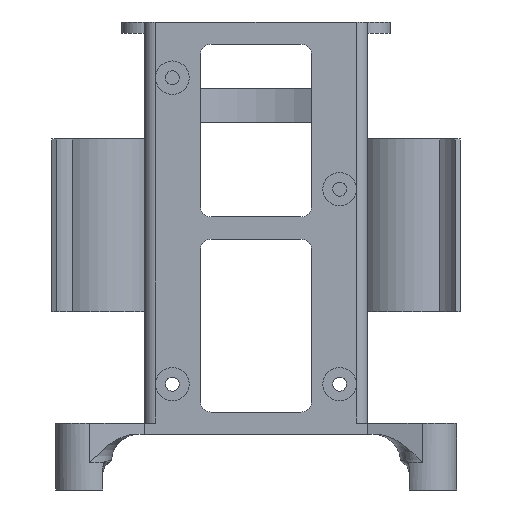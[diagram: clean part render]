
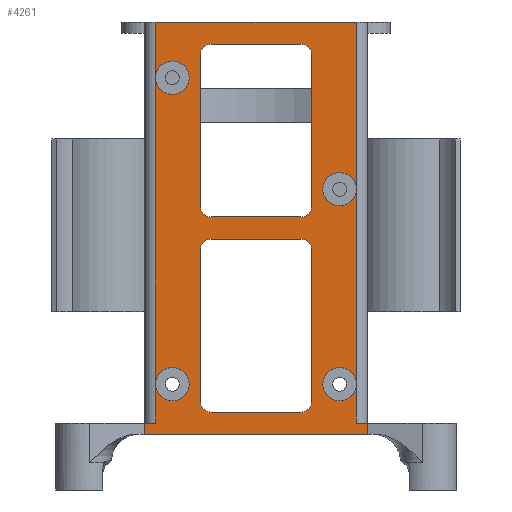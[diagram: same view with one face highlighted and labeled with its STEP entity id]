
A CAD part, left-side view. The second image highlights one B-rep face of the part: STEP entity #4261.
In plain terms, the highlighted planar face has unit normal (-1, 0, 0).
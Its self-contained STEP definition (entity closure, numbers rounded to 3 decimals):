
#72=FACE_BOUND('',#523,.T.);
#73=FACE_BOUND('',#524,.T.);
#128=PLANE('',#4595);
#273=FACE_OUTER_BOUND('',#522,.T.);
#522=EDGE_LOOP('',(#3262,#3263,#3264,#3265,#3266,#3267,#3268,#3269,#3270,
#3271,#3272,#3273,#3274,#3275,#3276,#3277,#3278,#3279));
#523=EDGE_LOOP('',(#3280,#3281,#3282,#3283,#3284,#3285,#3286,#3287));
#524=EDGE_LOOP('',(#3288,#3289,#3290,#3291,#3292,#3293,#3294,#3295));
#805=LINE('',#6914,#1131);
#872=LINE('',#7136,#1198);
#893=LINE('',#8045,#1219);
#916=LINE('',#9081,#1242);
#917=LINE('',#9086,#1243);
#918=LINE('',#9089,#1244);
#919=LINE('',#9091,#1245);
#920=LINE('',#9093,#1246);
#921=LINE('',#9098,#1247);
#922=LINE('',#9102,#1248);
#923=LINE('',#9103,#1249);
#924=LINE('',#9104,#1250);
#925=LINE('',#9107,#1251);
#926=LINE('',#9111,#1252);
#927=LINE('',#9115,#1253);
#928=LINE('',#9119,#1254);
#929=LINE('',#9123,#1255);
#930=LINE('',#9127,#1256);
#931=LINE('',#9131,#1257);
#932=LINE('',#9135,#1258);
#1131=VECTOR('',#4928,2.);
#1198=VECTOR('',#5125,40.);
#1219=VECTOR('',#5206,2.);
#1242=VECTOR('',#5337,2.);
#1243=VECTOR('',#5342,35.);
#1244=VECTOR('',#5345,30.);
#1245=VECTOR('',#5346,36.);
#1246=VECTOR('',#5347,10.);
#1247=VECTOR('',#5352,55.);
#1248=VECTOR('',#5357,7.);
#1249=VECTOR('',#5358,2.);
#1250=VECTOR('',#5359,7.);
#1251=VECTOR('',#5360,27.);
#1252=VECTOR('',#5363,16.);
#1253=VECTOR('',#5366,27.);
#1254=VECTOR('',#5369,16.);
#1255=VECTOR('',#5372,27.);
#1256=VECTOR('',#5375,16.);
#1257=VECTOR('',#5378,27.);
#1258=VECTOR('',#5381,16.);
#1553=CIRCLE('',#4596,3.);
#1554=CIRCLE('',#4597,3.);
#1555=CIRCLE('',#4598,3.);
#1556=CIRCLE('',#4599,3.);
#1557=CIRCLE('',#4600,3.);
#1558=CIRCLE('',#4601,3.);
#1559=CIRCLE('',#4602,2.);
#1560=CIRCLE('',#4603,2.);
#1561=CIRCLE('',#4604,2.);
#1562=CIRCLE('',#4605,2.);
#1563=CIRCLE('',#4606,2.);
#1564=CIRCLE('',#4607,2.);
#1565=CIRCLE('',#4608,2.);
#1566=CIRCLE('',#4609,2.);
#1719=VERTEX_POINT('',#6911);
#1720=VERTEX_POINT('',#6913);
#1809=VERTEX_POINT('',#7133);
#1810=VERTEX_POINT('',#7135);
#1859=VERTEX_POINT('',#8042);
#1860=VERTEX_POINT('',#8044);
#1905=VERTEX_POINT('',#9083);
#1906=VERTEX_POINT('',#9085);
#1907=VERTEX_POINT('',#9088);
#1908=VERTEX_POINT('',#9090);
#1909=VERTEX_POINT('',#9092);
#1910=VERTEX_POINT('',#9094);
#1911=VERTEX_POINT('',#9097);
#1912=VERTEX_POINT('',#9099);
#1913=VERTEX_POINT('',#9105);
#1914=VERTEX_POINT('',#9106);
#1915=VERTEX_POINT('',#9108);
#1916=VERTEX_POINT('',#9110);
#1917=VERTEX_POINT('',#9112);
#1918=VERTEX_POINT('',#9114);
#1919=VERTEX_POINT('',#9116);
#1920=VERTEX_POINT('',#9118);
#1921=VERTEX_POINT('',#9121);
#1922=VERTEX_POINT('',#9122);
#1923=VERTEX_POINT('',#9124);
#1924=VERTEX_POINT('',#9126);
#1925=VERTEX_POINT('',#9128);
#1926=VERTEX_POINT('',#9130);
#1927=VERTEX_POINT('',#9132);
#1928=VERTEX_POINT('',#9134);
#2161=EDGE_CURVE('',#1719,#1720,#805,.T.);
#2273=EDGE_CURVE('',#1809,#1810,#872,.T.);
#2335=EDGE_CURVE('',#1859,#1860,#893,.T.);
#2412=EDGE_CURVE('',#1860,#1809,#916,.T.);
#2413=EDGE_CURVE('',#1905,#1905,#1553,.T.);
#2414=EDGE_CURVE('',#1906,#1905,#917,.T.);
#2415=EDGE_CURVE('',#1906,#1906,#1554,.T.);
#2416=EDGE_CURVE('',#1907,#1906,#918,.T.);
#2417=EDGE_CURVE('',#1907,#1908,#919,.T.);
#2418=EDGE_CURVE('',#1909,#1908,#920,.T.);
#2419=EDGE_CURVE('',#1909,#1910,#1555,.T.);
#2420=EDGE_CURVE('',#1910,#1909,#1556,.T.);
#2421=EDGE_CURVE('',#1911,#1909,#921,.T.);
#2422=EDGE_CURVE('',#1911,#1912,#1557,.T.);
#2423=EDGE_CURVE('',#1912,#1911,#1558,.T.);
#2424=EDGE_CURVE('',#1720,#1911,#922,.T.);
#2425=EDGE_CURVE('',#1810,#1719,#923,.T.);
#2426=EDGE_CURVE('',#1905,#1859,#924,.T.);
#2427=EDGE_CURVE('',#1913,#1914,#925,.T.);
#2428=EDGE_CURVE('',#1913,#1915,#1559,.T.);
#2429=EDGE_CURVE('',#1916,#1915,#926,.T.);
#2430=EDGE_CURVE('',#1916,#1917,#1560,.T.);
#2431=EDGE_CURVE('',#1918,#1917,#927,.T.);
#2432=EDGE_CURVE('',#1918,#1919,#1561,.T.);
#2433=EDGE_CURVE('',#1920,#1919,#928,.T.);
#2434=EDGE_CURVE('',#1920,#1914,#1562,.T.);
#2435=EDGE_CURVE('',#1921,#1922,#929,.T.);
#2436=EDGE_CURVE('',#1921,#1923,#1563,.T.);
#2437=EDGE_CURVE('',#1924,#1923,#930,.T.);
#2438=EDGE_CURVE('',#1924,#1925,#1564,.T.);
#2439=EDGE_CURVE('',#1926,#1925,#931,.T.);
#2440=EDGE_CURVE('',#1926,#1927,#1565,.T.);
#2441=EDGE_CURVE('',#1928,#1927,#932,.T.);
#2442=EDGE_CURVE('',#1928,#1922,#1566,.T.);
#3262=ORIENTED_EDGE('',*,*,#2413,.T.);
#3263=ORIENTED_EDGE('',*,*,#2414,.F.);
#3264=ORIENTED_EDGE('',*,*,#2415,.T.);
#3265=ORIENTED_EDGE('',*,*,#2416,.F.);
#3266=ORIENTED_EDGE('',*,*,#2417,.T.);
#3267=ORIENTED_EDGE('',*,*,#2418,.F.);
#3268=ORIENTED_EDGE('',*,*,#2419,.T.);
#3269=ORIENTED_EDGE('',*,*,#2420,.T.);
#3270=ORIENTED_EDGE('',*,*,#2421,.F.);
#3271=ORIENTED_EDGE('',*,*,#2422,.T.);
#3272=ORIENTED_EDGE('',*,*,#2423,.T.);
#3273=ORIENTED_EDGE('',*,*,#2424,.F.);
#3274=ORIENTED_EDGE('',*,*,#2161,.F.);
#3275=ORIENTED_EDGE('',*,*,#2425,.F.);
#3276=ORIENTED_EDGE('',*,*,#2273,.F.);
#3277=ORIENTED_EDGE('',*,*,#2412,.F.);
#3278=ORIENTED_EDGE('',*,*,#2335,.F.);
#3279=ORIENTED_EDGE('',*,*,#2426,.F.);
#3280=ORIENTED_EDGE('',*,*,#2427,.F.);
#3281=ORIENTED_EDGE('',*,*,#2428,.T.);
#3282=ORIENTED_EDGE('',*,*,#2429,.F.);
#3283=ORIENTED_EDGE('',*,*,#2430,.T.);
#3284=ORIENTED_EDGE('',*,*,#2431,.F.);
#3285=ORIENTED_EDGE('',*,*,#2432,.T.);
#3286=ORIENTED_EDGE('',*,*,#2433,.F.);
#3287=ORIENTED_EDGE('',*,*,#2434,.T.);
#3288=ORIENTED_EDGE('',*,*,#2435,.F.);
#3289=ORIENTED_EDGE('',*,*,#2436,.T.);
#3290=ORIENTED_EDGE('',*,*,#2437,.F.);
#3291=ORIENTED_EDGE('',*,*,#2438,.T.);
#3292=ORIENTED_EDGE('',*,*,#2439,.F.);
#3293=ORIENTED_EDGE('',*,*,#2440,.T.);
#3294=ORIENTED_EDGE('',*,*,#2441,.F.);
#3295=ORIENTED_EDGE('',*,*,#2442,.T.);
#4261=ADVANCED_FACE('',(#273,#72,#73),#128,.T.);
#4595=AXIS2_PLACEMENT_3D('',#9082,#5338,#5339);
#4596=AXIS2_PLACEMENT_3D('',#9084,#5340,#5341);
#4597=AXIS2_PLACEMENT_3D('',#9087,#5343,#5344);
#4598=AXIS2_PLACEMENT_3D('',#9095,#5348,#5349);
#4599=AXIS2_PLACEMENT_3D('',#9096,#5350,#5351);
#4600=AXIS2_PLACEMENT_3D('',#9100,#5353,#5354);
#4601=AXIS2_PLACEMENT_3D('',#9101,#5355,#5356);
#4602=AXIS2_PLACEMENT_3D('',#9109,#5361,#5362);
#4603=AXIS2_PLACEMENT_3D('',#9113,#5364,#5365);
#4604=AXIS2_PLACEMENT_3D('',#9117,#5367,#5368);
#4605=AXIS2_PLACEMENT_3D('',#9120,#5370,#5371);
#4606=AXIS2_PLACEMENT_3D('',#9125,#5373,#5374);
#4607=AXIS2_PLACEMENT_3D('',#9129,#5376,#5377);
#4608=AXIS2_PLACEMENT_3D('',#9133,#5379,#5380);
#4609=AXIS2_PLACEMENT_3D('',#9136,#5382,#5383);
#4928=DIRECTION('',(0.,-1.,0.));
#5125=DIRECTION('',(0.,1.,0.));
#5206=DIRECTION('',(0.,-1.,0.));
#5337=DIRECTION('',(0.,0.,-1.));
#5338=DIRECTION('center_axis',(-1.,0.,0.));
#5339=DIRECTION('ref_axis',(0.,-1.,0.));
#5340=DIRECTION('center_axis',(1.,0.,0.));
#5341=DIRECTION('ref_axis',(0.,-1.,0.));
#5342=DIRECTION('',(0.,0.,-1.));
#5343=DIRECTION('center_axis',(1.,0.,0.));
#5344=DIRECTION('ref_axis',(0.,1.,0.));
#5345=DIRECTION('',(0.,0.,-1.));
#5346=DIRECTION('',(0.,1.,0.));
#5347=DIRECTION('',(0.,0.,1.));
#5348=DIRECTION('center_axis',(1.,0.,0.));
#5349=DIRECTION('ref_axis',(0.,-1.,0.));
#5350=DIRECTION('center_axis',(1.,0.,0.));
#5351=DIRECTION('ref_axis',(0.,-1.,0.));
#5352=DIRECTION('',(0.,0.,1.));
#5353=DIRECTION('center_axis',(1.,0.,0.));
#5354=DIRECTION('ref_axis',(0.,-1.,0.));
#5355=DIRECTION('center_axis',(1.,0.,0.));
#5356=DIRECTION('ref_axis',(0.,-1.,0.));
#5357=DIRECTION('',(0.,0.,1.));
#5358=DIRECTION('',(0.,0.,1.));
#5359=DIRECTION('',(0.,0.,-1.));
#5360=DIRECTION('',(0.,0.,1.));
#5361=DIRECTION('center_axis',(1.,0.,0.));
#5362=DIRECTION('ref_axis',(0.,-1.,0.));
#5363=DIRECTION('',(0.,-1.,0.));
#5364=DIRECTION('center_axis',(1.,0.,0.));
#5365=DIRECTION('ref_axis',(0.,0.,-1.));
#5366=DIRECTION('',(0.,0.,-1.));
#5367=DIRECTION('center_axis',(1.,0.,0.));
#5368=DIRECTION('ref_axis',(0.,1.,0.));
#5369=DIRECTION('',(0.,1.,0.));
#5370=DIRECTION('center_axis',(1.,0.,0.));
#5371=DIRECTION('ref_axis',(0.,0.,1.));
#5372=DIRECTION('',(0.,0.,-1.));
#5373=DIRECTION('center_axis',(1.,0.,0.));
#5374=DIRECTION('ref_axis',(0.,1.,0.));
#5375=DIRECTION('',(0.,1.,0.));
#5376=DIRECTION('center_axis',(1.,0.,0.));
#5377=DIRECTION('ref_axis',(0.,0.,1.));
#5378=DIRECTION('',(0.,0.,1.));
#5379=DIRECTION('center_axis',(1.,0.,0.));
#5380=DIRECTION('ref_axis',(0.,-1.,0.));
#5381=DIRECTION('',(0.,-1.,0.));
#5382=DIRECTION('center_axis',(1.,0.,0.));
#5383=DIRECTION('ref_axis',(0.,0.,-1.));
#6911=CARTESIAN_POINT('',(-20.,20.,2.));
#6913=CARTESIAN_POINT('',(-20.,18.,2.));
#6914=CARTESIAN_POINT('',(-20.,20.,2.));
#7133=CARTESIAN_POINT('',(-20.,-20.,0.));
#7135=CARTESIAN_POINT('',(-20.,20.,0.));
#7136=CARTESIAN_POINT('',(-20.,-20.,0.));
#8042=CARTESIAN_POINT('',(-20.,-18.,2.));
#8044=CARTESIAN_POINT('',(-20.,-20.,2.));
#8045=CARTESIAN_POINT('',(-20.,-18.,2.));
#9081=CARTESIAN_POINT('',(-20.,-20.,2.));
#9082=CARTESIAN_POINT('Origin',(-20.,20.,2.));
#9083=CARTESIAN_POINT('',(-20.,-18.,9.));
#9084=CARTESIAN_POINT('Origin',(-20.,-15.,9.));
#9085=CARTESIAN_POINT('',(-20.,-18.,44.));
#9086=CARTESIAN_POINT('',(-20.,-18.,44.));
#9087=CARTESIAN_POINT('Origin',(-20.,-15.,44.));
#9088=CARTESIAN_POINT('',(-20.,-18.,74.));
#9089=CARTESIAN_POINT('',(-20.,-18.,74.));
#9090=CARTESIAN_POINT('',(-20.,18.,74.));
#9091=CARTESIAN_POINT('',(-20.,-18.,74.));
#9092=CARTESIAN_POINT('',(-20.,18.,64.));
#9093=CARTESIAN_POINT('',(-20.,18.,64.));
#9094=CARTESIAN_POINT('',(-20.,12.,64.));
#9095=CARTESIAN_POINT('Origin',(-20.,15.,64.));
#9096=CARTESIAN_POINT('Origin',(-20.,15.,64.));
#9097=CARTESIAN_POINT('',(-20.,18.,9.));
#9098=CARTESIAN_POINT('',(-20.,18.,9.));
#9099=CARTESIAN_POINT('',(-20.,12.,9.));
#9100=CARTESIAN_POINT('Origin',(-20.,15.,9.));
#9101=CARTESIAN_POINT('Origin',(-20.,15.,9.));
#9102=CARTESIAN_POINT('',(-20.,18.,2.));
#9103=CARTESIAN_POINT('',(-20.,20.,0.));
#9104=CARTESIAN_POINT('',(-20.,-18.,9.));
#9105=CARTESIAN_POINT('',(-20.,-10.,6.));
#9106=CARTESIAN_POINT('',(-20.,-10.,33.));
#9107=CARTESIAN_POINT('',(-20.,-10.,6.));
#9108=CARTESIAN_POINT('',(-20.,-8.,4.));
#9109=CARTESIAN_POINT('Origin',(-20.,-8.,6.));
#9110=CARTESIAN_POINT('',(-20.,8.,4.));
#9111=CARTESIAN_POINT('',(-20.,8.,4.));
#9112=CARTESIAN_POINT('',(-20.,10.,6.));
#9113=CARTESIAN_POINT('Origin',(-20.,8.,6.));
#9114=CARTESIAN_POINT('',(-20.,10.,33.));
#9115=CARTESIAN_POINT('',(-20.,10.,33.));
#9116=CARTESIAN_POINT('',(-20.,8.,35.));
#9117=CARTESIAN_POINT('Origin',(-20.,8.,33.));
#9118=CARTESIAN_POINT('',(-20.,-8.,35.));
#9119=CARTESIAN_POINT('',(-20.,-8.,35.));
#9120=CARTESIAN_POINT('Origin',(-20.,-8.,33.));
#9121=CARTESIAN_POINT('',(-20.,10.,68.));
#9122=CARTESIAN_POINT('',(-20.,10.,41.));
#9123=CARTESIAN_POINT('',(-20.,10.,68.));
#9124=CARTESIAN_POINT('',(-20.,8.,70.));
#9125=CARTESIAN_POINT('Origin',(-20.,8.,68.));
#9126=CARTESIAN_POINT('',(-20.,-8.,70.));
#9127=CARTESIAN_POINT('',(-20.,-8.,70.));
#9128=CARTESIAN_POINT('',(-20.,-10.,68.));
#9129=CARTESIAN_POINT('Origin',(-20.,-8.,68.));
#9130=CARTESIAN_POINT('',(-20.,-10.,41.));
#9131=CARTESIAN_POINT('',(-20.,-10.,41.));
#9132=CARTESIAN_POINT('',(-20.,-8.,39.));
#9133=CARTESIAN_POINT('Origin',(-20.,-8.,41.));
#9134=CARTESIAN_POINT('',(-20.,8.,39.));
#9135=CARTESIAN_POINT('',(-20.,8.,39.));
#9136=CARTESIAN_POINT('Origin',(-20.,8.,41.));
